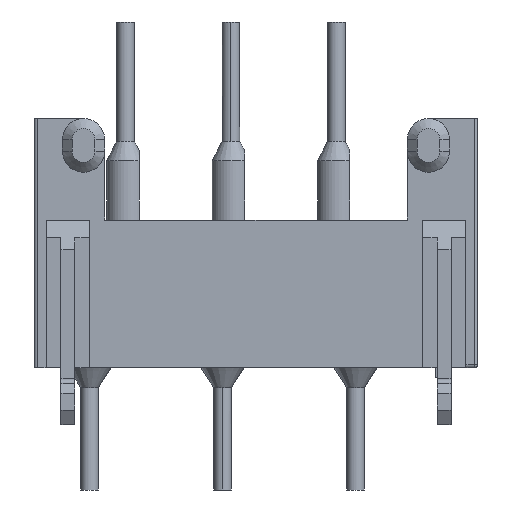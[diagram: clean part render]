
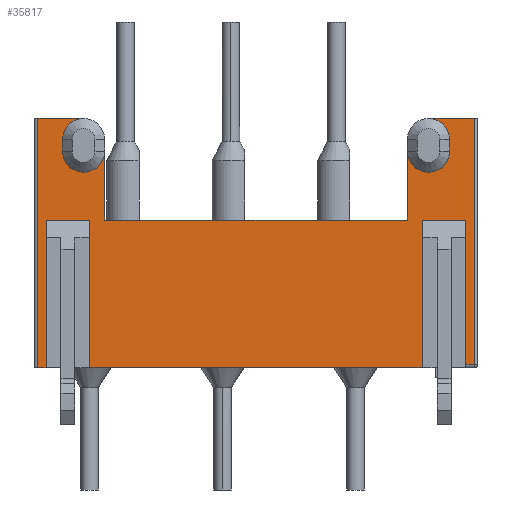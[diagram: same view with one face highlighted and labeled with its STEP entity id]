
A CAD part, front view. The second image highlights one B-rep face of the part: STEP entity #35817.
In plain terms, the highlighted planar face has unit normal (0, -1, 0).
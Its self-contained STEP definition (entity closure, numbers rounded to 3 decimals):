
#30=DIRECTION('',(1.,0.,0.));
#31=VECTOR('',#30,0.9);
#32=CARTESIAN_POINT('',(0.3,7.,-25.25));
#33=LINE('',#32,#31);
#54=DIRECTION('',(1.,0.,0.));
#55=VECTOR('',#54,33.8);
#56=CARTESIAN_POINT('',(5.6,7.,-25.25));
#57=LINE('',#56,#55);
#11750=DIRECTION('',(1.,0.,0.));
#11751=VECTOR('',#11750,4.7);
#11752=CARTESIAN_POINT('',(40.,7.,0.05));
#11753=LINE('',#11752,#11751);
#12024=DIRECTION('',(-1.,0.,0.));
#12025=VECTOR('',#12024,0.9);
#12026=CARTESIAN_POINT('',(44.7,7.,-24.95));
#12027=LINE('',#12026,#12025);
#12028=DIRECTION('',(0.,0.,1.));
#12029=VECTOR('',#12028,14.7);
#12030=CARTESIAN_POINT('',(43.8,7.,-24.95));
#12031=LINE('',#12030,#12029);
#12032=DIRECTION('',(0.,0.,1.));
#12033=VECTOR('',#12032,15.);
#12034=CARTESIAN_POINT('',(39.4,7.,-25.25));
#12035=LINE('',#12034,#12033);
#12036=DIRECTION('',(0.,0.,1.));
#12037=VECTOR('',#12036,15.);
#12038=CARTESIAN_POINT('',(5.6,7.,-25.25));
#12039=LINE('',#12038,#12037);
#12040=DIRECTION('',(0.,0.,1.));
#12041=VECTOR('',#12040,15.);
#12042=CARTESIAN_POINT('',(1.2,7.,-25.25));
#12043=LINE('',#12042,#12041);
#12044=DIRECTION('',(0.,0.,-1.));
#12045=VECTOR('',#12044,25.3);
#12046=CARTESIAN_POINT('',(0.3,7.,0.05));
#12047=LINE('',#12046,#12045);
#12048=CARTESIAN_POINT('',(5.,7.,-2.1));
#12049=DIRECTION('',(0.,-1.,0.));
#12050=DIRECTION('',(0.,0.,1.));
#12051=AXIS2_PLACEMENT_3D('',#12048,#12049,#12050);
#12053=DIRECTION('',(0.,0.,-1.));
#12054=VECTOR('',#12053,1.15);
#12055=CARTESIAN_POINT('',(2.85,7.,-2.1));
#12056=LINE('',#12055,#12054);
#12057=CARTESIAN_POINT('',(5.,7.,-3.25));
#12058=DIRECTION('',(0.,-1.,0.));
#12059=DIRECTION('',(-1.,0.,0.));
#12060=AXIS2_PLACEMENT_3D('',#12057,#12058,#12059);
#12062=DIRECTION('',(0.,0.,1.));
#12063=VECTOR('',#12062,7.);
#12064=CARTESIAN_POINT('',(37.85,7.,-10.25));
#12065=LINE('',#12064,#12063);
#12066=CARTESIAN_POINT('',(40.,7.,-3.25));
#12067=DIRECTION('',(0.,-1.,0.));
#12068=DIRECTION('',(-1.,0.,0.));
#12069=AXIS2_PLACEMENT_3D('',#12066,#12067,#12068);
#12071=DIRECTION('',(0.,0.,1.));
#12072=VECTOR('',#12071,1.15);
#12073=CARTESIAN_POINT('',(42.15,7.,-3.25));
#12074=LINE('',#12073,#12072);
#12075=CARTESIAN_POINT('',(40.,7.,-2.1));
#12076=DIRECTION('',(0.,-1.,0.));
#12077=DIRECTION('',(1.,0.,0.));
#12078=AXIS2_PLACEMENT_3D('',#12075,#12076,#12077);
#12080=DIRECTION('',(0.,0.,-1.));
#12081=VECTOR('',#12080,25.);
#12082=CARTESIAN_POINT('',(44.7,7.,0.05));
#12083=LINE('',#12082,#12081);
#12092=DIRECTION('',(-1.,0.,0.));
#12093=VECTOR('',#12092,4.4);
#12094=CARTESIAN_POINT('',(43.8,7.,-10.25));
#12095=LINE('',#12094,#12093);
#12266=DIRECTION('',(1.,0.,0.));
#12267=VECTOR('',#12266,4.4);
#12268=CARTESIAN_POINT('',(1.2,7.,-10.25));
#12269=LINE('',#12268,#12267);
#12290=DIRECTION('',(1.,0.,0.));
#12291=VECTOR('',#12290,4.7);
#12292=CARTESIAN_POINT('',(0.3,7.,0.05));
#12293=LINE('',#12292,#12291);
#12359=DIRECTION('',(0.,0.,1.));
#12360=VECTOR('',#12359,7.);
#12361=CARTESIAN_POINT('',(7.15,7.,-10.25));
#12362=LINE('',#12361,#12360);
#12379=DIRECTION('',(1.,0.,0.));
#12380=VECTOR('',#12379,30.7);
#12381=CARTESIAN_POINT('',(7.15,7.,-10.25));
#12382=LINE('',#12381,#12380);
#16387=CARTESIAN_POINT('',(1.2,7.,-10.25));
#16388=CARTESIAN_POINT('',(5.6,7.,-10.25));
#16389=VERTEX_POINT('',#16387);
#16390=VERTEX_POINT('',#16388);
#16391=CARTESIAN_POINT('',(7.15,7.,-10.25));
#16393=VERTEX_POINT('',#16391);
#16401=CARTESIAN_POINT('',(37.85,7.,-10.25));
#16402=VERTEX_POINT('',#16401);
#16403=CARTESIAN_POINT('',(43.8,7.,-10.25));
#16404=CARTESIAN_POINT('',(39.4,7.,-10.25));
#16405=VERTEX_POINT('',#16403);
#16406=VERTEX_POINT('',#16404);
#16411=CARTESIAN_POINT('',(7.15,7.,-3.25));
#16412=VERTEX_POINT('',#16411);
#16413=CARTESIAN_POINT('',(37.85,7.,-3.25));
#16414=VERTEX_POINT('',#16413);
#16419=CARTESIAN_POINT('',(5.,7.,0.05));
#16420=VERTEX_POINT('',#16419);
#16453=CARTESIAN_POINT('',(2.85,7.,-2.1));
#16454=VERTEX_POINT('',#16453);
#16455=CARTESIAN_POINT('',(2.85,7.,-3.25));
#16456=VERTEX_POINT('',#16455);
#16457=CARTESIAN_POINT('',(42.15,7.,-2.1));
#16458=VERTEX_POINT('',#16457);
#16459=CARTESIAN_POINT('',(42.15,7.,-3.25));
#16460=VERTEX_POINT('',#16459);
#16539=CARTESIAN_POINT('',(40.,7.,0.05));
#16540=VERTEX_POINT('',#16539);
#16681=CARTESIAN_POINT('',(0.3,7.,0.05));
#16682=VERTEX_POINT('',#16681);
#16691=CARTESIAN_POINT('',(44.7,7.,0.05));
#16692=VERTEX_POINT('',#16691);
#16982=CARTESIAN_POINT('',(43.8,7.,-24.95));
#16984=VERTEX_POINT('',#16982);
#17425=CARTESIAN_POINT('',(1.2,7.,-25.25));
#17427=VERTEX_POINT('',#17425);
#17431=CARTESIAN_POINT('',(5.6,7.,-25.25));
#17432=VERTEX_POINT('',#17431);
#17433=CARTESIAN_POINT('',(39.4,7.,-25.25));
#17435=VERTEX_POINT('',#17433);
#17439=CARTESIAN_POINT('',(0.3,7.,-25.25));
#17441=VERTEX_POINT('',#17439);
#17443=CARTESIAN_POINT('',(44.7,7.,-24.95));
#17444=VERTEX_POINT('',#17443);
#35773=CARTESIAN_POINT('',(0.,7.,-25.25));
#35774=DIRECTION('',(0.,-1.,0.));
#35775=DIRECTION('',(1.,0.,0.));
#35776=AXIS2_PLACEMENT_3D('',#35773,#35774,#35775);
#35777=PLANE('',#35776);
#35778=ORIENTED_EDGE('',*,*,#35509,.T.);
#35779=ORIENTED_EDGE('',*,*,#35525,.T.);
#35781=ORIENTED_EDGE('',*,*,#35780,.T.);
#35782=ORIENTED_EDGE('',*,*,#35766,.F.);
#35783=ORIENTED_EDGE('',*,*,#19619,.F.);
#35785=ORIENTED_EDGE('',*,*,#35784,.T.);
#35787=ORIENTED_EDGE('',*,*,#35786,.F.);
#35789=ORIENTED_EDGE('',*,*,#35788,.F.);
#35790=ORIENTED_EDGE('',*,*,#19603,.F.);
#35792=ORIENTED_EDGE('',*,*,#35791,.F.);
#35794=ORIENTED_EDGE('',*,*,#35793,.T.);
#35796=ORIENTED_EDGE('',*,*,#35795,.T.);
#35798=ORIENTED_EDGE('',*,*,#35797,.T.);
#35800=ORIENTED_EDGE('',*,*,#35799,.T.);
#35802=ORIENTED_EDGE('',*,*,#35801,.F.);
#35804=ORIENTED_EDGE('',*,*,#35803,.T.);
#35806=ORIENTED_EDGE('',*,*,#35805,.T.);
#35808=ORIENTED_EDGE('',*,*,#35807,.T.);
#35810=ORIENTED_EDGE('',*,*,#35809,.T.);
#35812=ORIENTED_EDGE('',*,*,#35811,.T.);
#35813=ORIENTED_EDGE('',*,*,#35325,.T.);
#35814=ORIENTED_EDGE('',*,*,#35342,.T.);
#35815=EDGE_LOOP('',(#35778,#35779,#35781,#35782,#35783,#35785,#35787,#35789,
#35790,#35792,#35794,#35796,#35798,#35800,#35802,#35804,#35806,#35808,#35810,
#35812,#35813,#35814));
#35816=FACE_OUTER_BOUND('',#35815,.F.);
#35817=ADVANCED_FACE('',(#35816),#35777,.T.);
#12052=CIRCLE('',#12051,2.15);
#12061=CIRCLE('',#12060,2.15);
#12070=CIRCLE('',#12069,2.15);
#12079=CIRCLE('',#12078,2.15);
#19603=EDGE_CURVE('',#17441,#17427,#33,.T.);
#19619=EDGE_CURVE('',#17432,#17435,#57,.T.);
#35325=EDGE_CURVE('',#16540,#16692,#11753,.T.);
#35342=EDGE_CURVE('',#16692,#17444,#12083,.T.);
#35509=EDGE_CURVE('',#17444,#16984,#12027,.T.);
#35525=EDGE_CURVE('',#16984,#16405,#12031,.T.);
#35766=EDGE_CURVE('',#17435,#16406,#12035,.T.);
#35780=EDGE_CURVE('',#16405,#16406,#12095,.T.);
#35784=EDGE_CURVE('',#17432,#16390,#12039,.T.);
#35786=EDGE_CURVE('',#16389,#16390,#12269,.T.);
#35788=EDGE_CURVE('',#17427,#16389,#12043,.T.);
#35791=EDGE_CURVE('',#16682,#17441,#12047,.T.);
#35793=EDGE_CURVE('',#16682,#16420,#12293,.T.);
#35795=EDGE_CURVE('',#16420,#16454,#12052,.T.);
#35797=EDGE_CURVE('',#16454,#16456,#12056,.T.);
#35799=EDGE_CURVE('',#16456,#16412,#12061,.T.);
#35801=EDGE_CURVE('',#16393,#16412,#12362,.T.);
#35803=EDGE_CURVE('',#16393,#16402,#12382,.T.);
#35805=EDGE_CURVE('',#16402,#16414,#12065,.T.);
#35807=EDGE_CURVE('',#16414,#16460,#12070,.T.);
#35809=EDGE_CURVE('',#16460,#16458,#12074,.T.);
#35811=EDGE_CURVE('',#16458,#16540,#12079,.T.);
